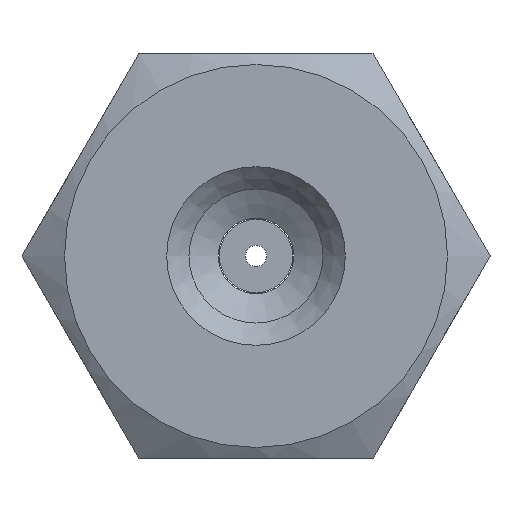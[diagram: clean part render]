
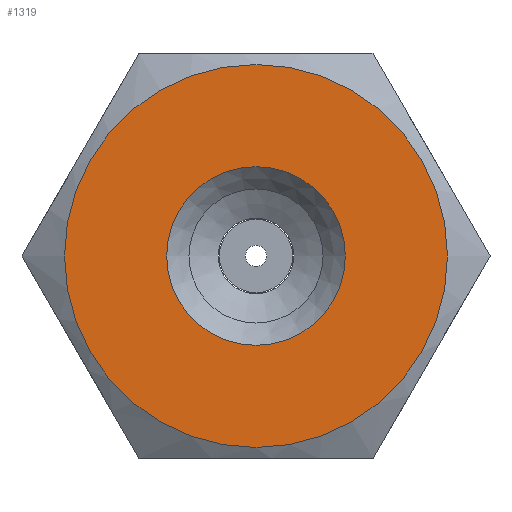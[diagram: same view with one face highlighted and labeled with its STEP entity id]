
A CAD part, left-side view. The second image highlights one B-rep face of the part: STEP entity #1319.
In plain terms, the highlighted planar face has unit normal (-1, 0, 0).
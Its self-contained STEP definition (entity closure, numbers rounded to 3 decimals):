
#1184=CARTESIAN_POINT('',(-4.53,-1.125,-1.949));
#1185=VERTEX_POINT('',#1184);
#1186=CARTESIAN_POINT('',(-4.53,0.,0.));
#1187=DIRECTION('',(1.0,0.,0.));
#1188=DIRECTION('',(0.,0.5,0.866));
#1189=AXIS2_PLACEMENT_3D('',#1186,#1187,#1188);
#1190=CIRCLE('',#1189,2.25);
#1191=EDGE_CURVE('',#1185,#1185,#1190,.T.);
#1293=CARTESIAN_POINT('',(-4.53,0.525,0.909));
#1294=VERTEX_POINT('',#1293);
#1295=CARTESIAN_POINT('',(-4.53,0.,0.));
#1296=DIRECTION('',(1.0,0.,0.));
#1297=DIRECTION('',(0.,0.5,0.866));
#1298=AXIS2_PLACEMENT_3D('',#1295,#1296,#1297);
#1299=CIRCLE('',#1298,1.05);
#1300=EDGE_CURVE('',#1294,#1294,#1299,.T.);
#1308=CARTESIAN_POINT('',(-4.53,-0.687,-1.191));
#1309=DIRECTION('',(-1.0,0.0,0.0));
#1310=DIRECTION('',(0.0,0.866,-0.5));
#1311=AXIS2_PLACEMENT_3D('',#1308,#1309,#1310);
#1312=PLANE('',#1311);
#1313=ORIENTED_EDGE('',*,*,#1191,.F.);
#1314=EDGE_LOOP('',(#1313));
#1315=FACE_OUTER_BOUND('',#1314,.T.);
#1316=ORIENTED_EDGE('',*,*,#1300,.T.);
#1317=EDGE_LOOP('',(#1316));
#1318=FACE_BOUND('',#1317,.T.);
#1319=ADVANCED_FACE('',(#1315,#1318),#1312,.T.);
